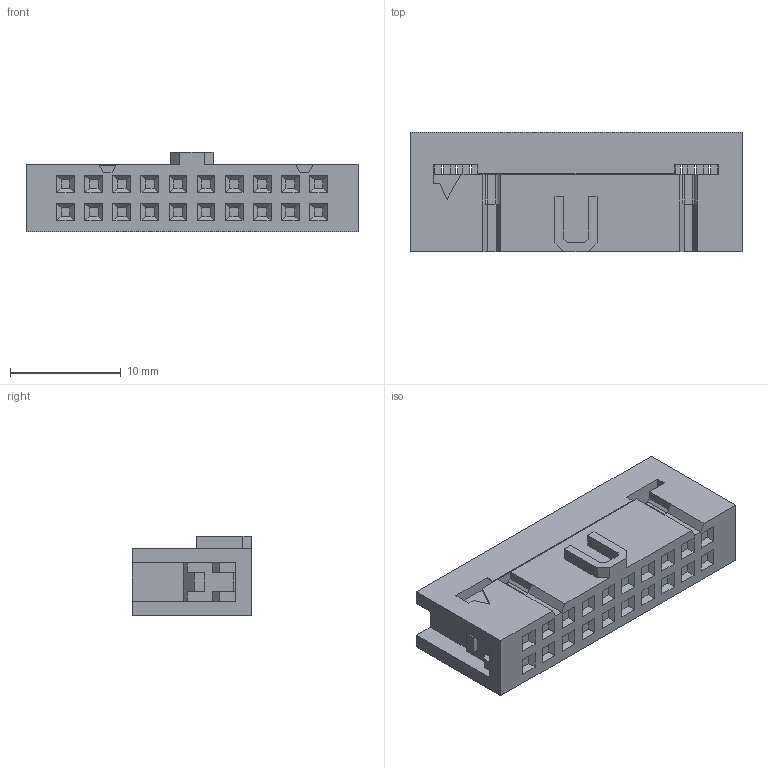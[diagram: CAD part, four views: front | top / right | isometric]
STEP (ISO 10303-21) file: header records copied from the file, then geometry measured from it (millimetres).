
FILE_DESCRIPTION(/* description */ (''),/* implementation_level */ '2;1');
FILE_NAME(/* name */ '100141392ugm000_b.stp',/* time_stamp */ '2016-11-24T14:00:57+01:00',/* author */ (''),/* organization */ (''),/* preprocessor_version */ 'ST-DEVELOPER v16',/* originating_system */ 'SIEMENS PLM Software NX 10.0',/* authorisation */ '');
FILE_SCHEMA (('AUTOMOTIVE_DESIGN { 1 0 10303 214 3 1 1 1 }'));
Length unit declared in the file: millimetre
Products named in the file (1): 100141392ugm000_b
Bounding box: 30 x 10.8 x 7.2 mm (x, y, z)
Volume: 1648.8 mm3; surface area: 1576.4 mm2
Topology: 1 solids, 1 shells, 361 faces, 1009 edges, 668 vertices
Faces by surface type: plane 355, cylinder 6
Entity records: 12660 total; most frequent: CARTESIAN_POINT 2039, ORIENTED_EDGE 2018, DIRECTION 1745, EDGE_CURVE 1009, LINE 997, VECTOR 997, VERTEX_POINT 668, EDGE_LOOP 461
